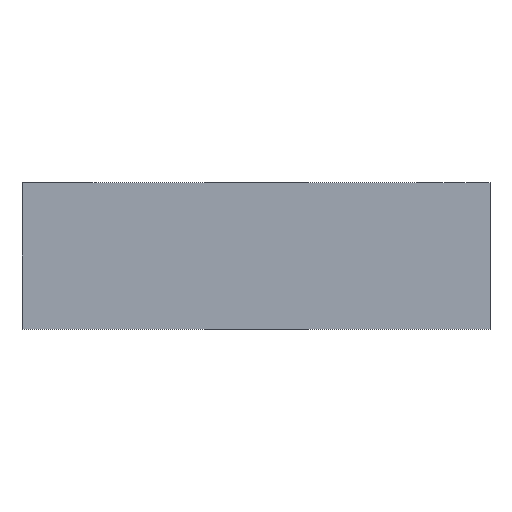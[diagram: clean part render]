
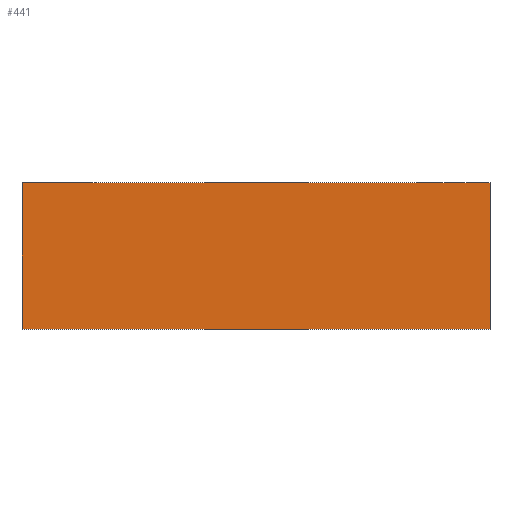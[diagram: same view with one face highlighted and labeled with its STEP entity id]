
A CAD part, front view. The second image highlights one B-rep face of the part: STEP entity #441.
In plain terms, the highlighted planar face has unit normal (0, -1, 0).
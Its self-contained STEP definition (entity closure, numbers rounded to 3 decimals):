
#84=CARTESIAN_POINT('Vertex',(2.,-20.,2.2)) ;
#87=CARTESIAN_POINT('Line Origine',(2.,-20.,-0.3)) ;
#91=CARTESIAN_POINT('Vertex',(2.,-20.,-2.8)) ;
#129=CARTESIAN_POINT('Line Origine',(-6.,-20.,-2.8)) ;
#133=CARTESIAN_POINT('Vertex',(-14.,-20.,-2.8)) ;
#213=CARTESIAN_POINT('Line Origine',(-14.,-20.,-0.3)) ;
#217=CARTESIAN_POINT('Vertex',(-14.,-20.,2.2)) ;
#258=CARTESIAN_POINT('Line Origine',(-6.,-20.,2.2)) ;
#430=CARTESIAN_POINT('Axis2P3D Location',(0.,-20.,0.)) ;
#88=DIRECTION('Vector Direction',(0.,0.,-1.)) ;
#130=DIRECTION('Vector Direction',(1.,0.,0.)) ;
#214=DIRECTION('Vector Direction',(0.,0.,1.)) ;
#259=DIRECTION('Vector Direction',(-1.,0.,0.)) ;
#431=DIRECTION('Axis2P3D Direction',(0.,1.,-0.)) ;
#432=DIRECTION('Axis2P3D XDirection',(-1.,0.,0.)) ;
#433=AXIS2_PLACEMENT_3D('Plane Axis2P3D',#430,#431,#432) ;
#436=ORIENTED_EDGE('',*,*,#262,.F.) ;
#437=ORIENTED_EDGE('',*,*,#219,.F.) ;
#438=ORIENTED_EDGE('',*,*,#135,.F.) ;
#439=ORIENTED_EDGE('',*,*,#93,.F.) ;
#89=VECTOR('Line Direction',#88,1.) ;
#131=VECTOR('Line Direction',#130,1.) ;
#215=VECTOR('Line Direction',#214,1.) ;
#260=VECTOR('Line Direction',#259,1.) ;
#441=ADVANCED_FACE('PartBody',(#440),#434,.F.) ;
#93=EDGE_CURVE('',#85,#92,#90,.T.) ;
#135=EDGE_CURVE('',#92,#134,#132,.F.) ;
#219=EDGE_CURVE('',#134,#218,#216,.T.) ;
#262=EDGE_CURVE('',#218,#85,#261,.F.) ;
#435=EDGE_LOOP('',(#436,#437,#438,#439)) ;
#440=FACE_OUTER_BOUND('',#435,.T.) ;
#90=LINE('Line',#87,#89) ;
#132=LINE('Line',#129,#131) ;
#216=LINE('Line',#213,#215) ;
#261=LINE('Line',#258,#260) ;
#434=PLANE('Plane',#433) ;
#85=VERTEX_POINT('',#84) ;
#92=VERTEX_POINT('',#91) ;
#134=VERTEX_POINT('',#133) ;
#218=VERTEX_POINT('',#217) ;
